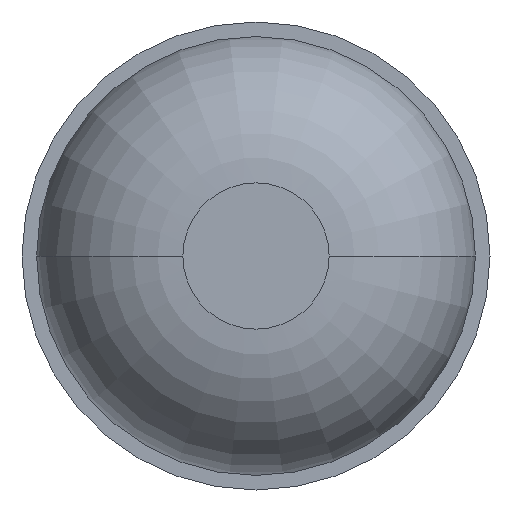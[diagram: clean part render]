
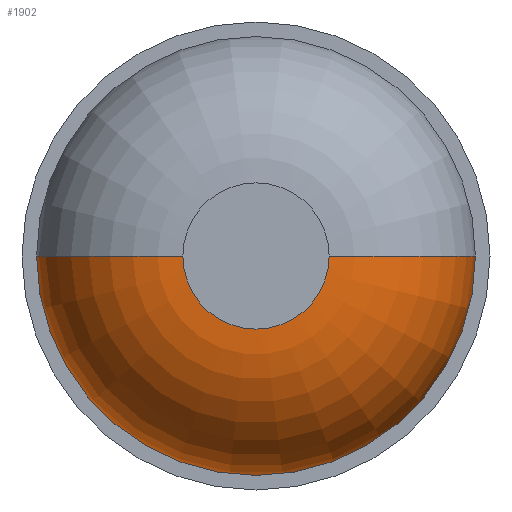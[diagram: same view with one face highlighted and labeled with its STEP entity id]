
A CAD part, front view. The second image highlights one B-rep face of the part: STEP entity #1902.
In plain terms, the highlighted toroidal (fillet/blend) face has major radius 0.125 mm and minor radius 0.25 mm.
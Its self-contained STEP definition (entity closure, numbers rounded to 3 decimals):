
#89 = DIRECTION ( 'NONE',  ( 0., 1., 0. ) ) ;
#124 = DIRECTION ( 'NONE',  ( 0., -1., 0. ) ) ;
#175 = AXIS2_PLACEMENT_3D ( 'NONE', #3483, #89, #359 ) ;
#280 = CARTESIAN_POINT ( 'NONE',  ( 0., -31.05, 0. ) ) ;
#359 = DIRECTION ( 'NONE',  ( 1., 0., 0. ) ) ;
#515 = CIRCLE ( 'NONE', #681, 0.375 ) ;
#681 = AXIS2_PLACEMENT_3D ( 'NONE', #280, #3380, #2257 ) ;
#699 = AXIS2_PLACEMENT_3D ( 'NONE', #710, #1563, #2755 ) ;
#710 = CARTESIAN_POINT ( 'NONE',  ( -0.125, -31.05, 0. ) ) ;
#776 = EDGE_LOOP ( 'NONE', ( #1438, #1009, #3256, #2863 ) ) ;
#888 = CARTESIAN_POINT ( 'NONE',  ( -0.125, -31.3, 0. ) ) ;
#897 = FACE_OUTER_BOUND ( 'NONE', #776, .T. ) ;
#1001 = DIRECTION ( 'NONE',  ( 1., 0., 0. ) ) ;
#1009 = ORIENTED_EDGE ( 'NONE', *, *, #1123, .T. ) ;
#1099 = DIRECTION ( 'NONE',  ( 1., 0., 0. ) ) ;
#1122 = DIRECTION ( 'NONE',  ( 0., 0., 1. ) ) ;
#1123 = EDGE_CURVE ( 'NONE', #2911, #3641, #3197, .T. ) ;
#1253 = CARTESIAN_POINT ( 'NONE',  ( 0., -31.3, 0. ) ) ;
#1293 = EDGE_CURVE ( 'NONE', #2969, #2465, #2001, .T. ) ;
#1438 = ORIENTED_EDGE ( 'NONE', *, *, #3068, .F. ) ;
#1530 = EDGE_CURVE ( 'Defeature ausgef�hrt1_1+Defeature ausgef�hrt1_3+Defeature ausgef�hrt1_3+Defeature ausgef�hrt1_3', #2465, #3641, #515, .T. ) ;
#1563 = DIRECTION ( 'NONE',  ( 0., 0., -1. ) ) ;
#1794 = CARTESIAN_POINT ( 'NONE',  ( 0.375, -31.05, 0. ) ) ;
#1874 = CIRCLE ( 'NONE', #3456, 0.125 ) ;
#1902 = ADVANCED_FACE ( 'Defeature ausgef�hrt1_3', ( #897 ), #2720, .T. ) ;
#1934 = CARTESIAN_POINT ( 'NONE',  ( 0.125, -31.05, 0. ) ) ;
#2001 = CIRCLE ( 'NONE', #3114, 0.25 ) ;
#2257 = DIRECTION ( 'NONE',  ( 1., 0., 0. ) ) ;
#2465 = VERTEX_POINT ( 'NONE', #1794 ) ;
#2720 = TOROIDAL_SURFACE ( 'NONE', #175, 0.125, 0.25 ) ;
#2755 = DIRECTION ( 'NONE',  ( -1., 0., 0. ) ) ;
#2863 = ORIENTED_EDGE ( 'NONE', *, *, #1293, .F. ) ;
#2911 = VERTEX_POINT ( 'NONE', #888 ) ;
#2927 = CARTESIAN_POINT ( 'NONE',  ( 0.125, -31.3, 0. ) ) ;
#2969 = VERTEX_POINT ( 'NONE', #2927 ) ;
#3068 = EDGE_CURVE ( 'Defeature ausgef�hrt1_2+Defeature ausgef�hrt1_3+Defeature ausgef�hrt1_3+Defeature ausgef�hrt1_3', #2911, #2969, #1874, .T. ) ;
#3092 = CARTESIAN_POINT ( 'NONE',  ( -0.375, -31.05, 0. ) ) ;
#3114 = AXIS2_PLACEMENT_3D ( 'NONE', #1934, #1122, #1099 ) ;
#3197 = CIRCLE ( 'NONE', #699, 0.25 ) ;
#3256 = ORIENTED_EDGE ( 'NONE', *, *, #1530, .F. ) ;
#3380 = DIRECTION ( 'NONE',  ( 0., 1., 0. ) ) ;
#3456 = AXIS2_PLACEMENT_3D ( 'NONE', #1253, #124, #1001 ) ;
#3483 = CARTESIAN_POINT ( 'NONE',  ( 0., -31.05, 0. ) ) ;
#3641 = VERTEX_POINT ( 'NONE', #3092 ) ;
